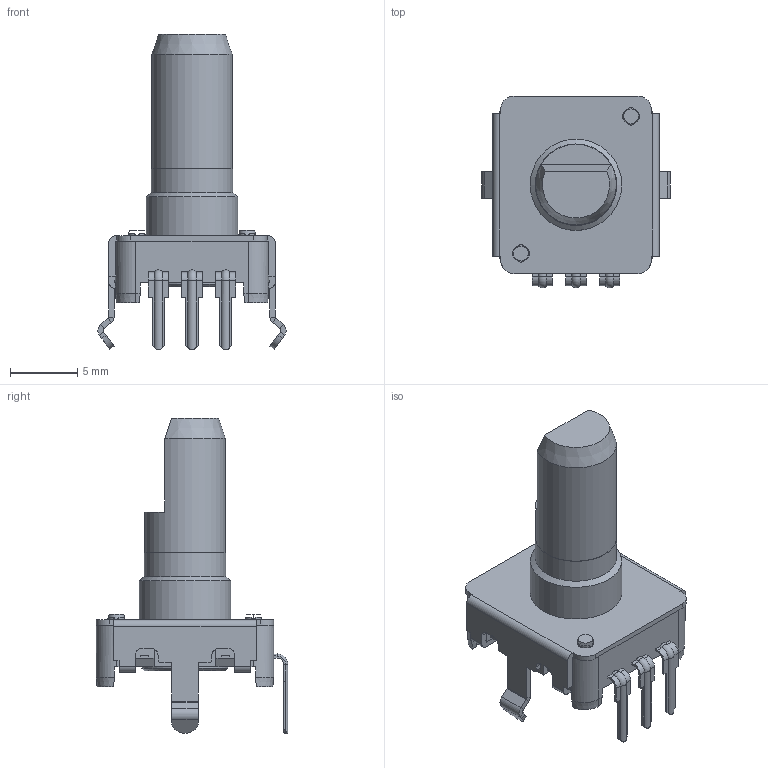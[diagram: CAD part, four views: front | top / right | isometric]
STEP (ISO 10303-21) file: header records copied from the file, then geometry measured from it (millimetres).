
FILE_DESCRIPTION(/* description */ (''),/* implementation_level */ '2;1');
FILE_NAME(/* name */ 'EC12E2430404.step',/* time_stamp */ '2021-01-15T21:26:28+01:00',/* author */ (''),/* organization */ (''),/* preprocessor_version */ 'ST-DEVELOPER v18.1',/* originating_system */ 'Autodesk Translation Framework v9.7.0.1280',/* authorisation */ '');
FILE_SCHEMA (('AUTOMOTIVE_DESIGN { 1 0 10303 214 3 1 1 }'));
Length unit declared in the file: millimetre
Products named in the file (1): (Unsaved)
Bounding box: 14 x 14.25 x 23.5 mm (x, y, z)
Volume: 781.6 mm3; surface area: 1145.6 mm2
Topology: 1 solids, 1 shells, 432 faces, 1110 edges, 683 vertices
Faces by surface type: plane 308, cylinder 102, cone 13, torus 9
Full cylindrical faces by diameter (mm): 4 x1, 6 x1, 6.06 x1, 6.4 x1, 6.8 x1, 7.6 x1, 10 x1
Entity records: 13559 total; most frequent: CARTESIAN_POINT 2501, ORIENTED_EDGE 2220, DIRECTION 2177, EDGE_CURVE 1110, LINE 851, VECTOR 851, VERTEX_POINT 683, AXIS2_PLACEMENT_3D 663
